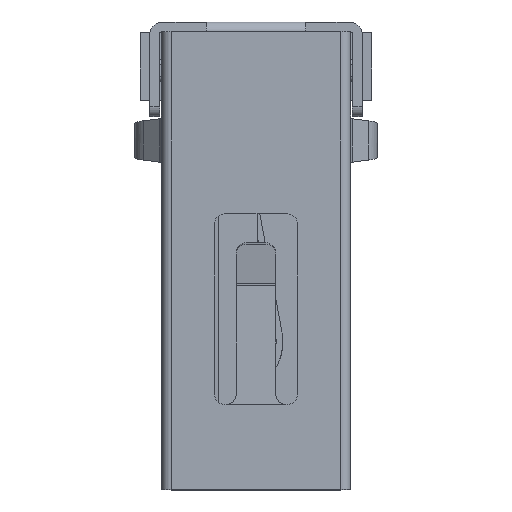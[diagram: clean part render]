
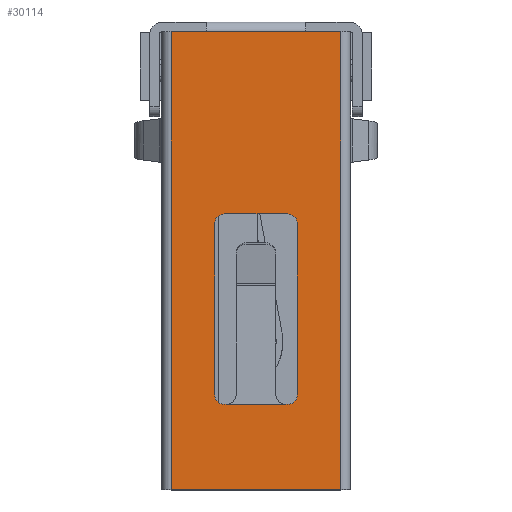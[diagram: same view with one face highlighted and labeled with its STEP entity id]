
A CAD part, top view. The second image highlights one B-rep face of the part: STEP entity #30114.
In plain terms, the highlighted planar face has unit normal (0, 0, 1).
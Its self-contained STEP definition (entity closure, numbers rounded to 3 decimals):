
#268 = EDGE_CURVE ( 'NONE', #17845, #16858, #11031, .T. ) ;
#670 = CARTESIAN_POINT ( 'NONE',  ( -0.95, -9.99, 13.7 ) ) ;
#685 = VERTEX_POINT ( 'NONE', #10337 ) ;
#823 = AXIS2_PLACEMENT_3D ( 'NONE', #14558, #9646, #6897 ) ;
#1096 = VECTOR ( 'NONE', #18053, 1000. ) ;
#1178 = CARTESIAN_POINT ( 'NONE',  ( 1.25, -9.69, 13.7 ) ) ;
#1372 = LINE ( 'NONE', #23955, #5369 ) ;
#2319 = DIRECTION ( 'NONE',  ( 1., 0., 0. ) ) ;
#2438 = CARTESIAN_POINT ( 'NONE',  ( -2.56, 1.25, 13.7 ) ) ;
#2492 = ORIENTED_EDGE ( 'NONE', *, *, #36410, .T. ) ;
#2548 = EDGE_CURVE ( 'NONE', #8962, #28763, #11691, .T. ) ;
#2753 = ORIENTED_EDGE ( 'NONE', *, *, #25023, .F. ) ;
#2782 = CARTESIAN_POINT ( 'NONE',  ( 2.56, 1.25, 13.7 ) ) ;
#2835 = CARTESIAN_POINT ( 'NONE',  ( 2.86, 1.55, 13.7 ) ) ;
#3403 = CARTESIAN_POINT ( 'NONE',  ( 2.56, 1.25, 13.7 ) ) ;
#3475 = AXIS2_PLACEMENT_3D ( 'NONE', #16046, #5754, #2319 ) ;
#3556 = ORIENTED_EDGE ( 'NONE', *, *, #4571, .T. ) ;
#3636 = CARTESIAN_POINT ( 'NONE',  ( -1.5, 1.25, 13.7 ) ) ;
#4214 = CARTESIAN_POINT ( 'NONE',  ( 0.95, -9.99, 13.7 ) ) ;
#4571 = EDGE_CURVE ( 'NONE', #29268, #28763, #33648, .T. ) ;
#4589 = CARTESIAN_POINT ( 'NONE',  ( 2.56, 1.25, 13.7 ) ) ;
#4677 = EDGE_CURVE ( 'NONE', #28681, #35790, #28643, .T. ) ;
#5285 = CARTESIAN_POINT ( 'NONE',  ( 2.56, -12.55, 13.7 ) ) ;
#5369 = VECTOR ( 'NONE', #7415, 1000. ) ;
#5754 = DIRECTION ( 'NONE',  ( 0., 0., -1. ) ) ;
#6897 = DIRECTION ( 'NONE',  ( 0., 1., 0. ) ) ;
#6962 = EDGE_CURVE ( 'NONE', #9447, #15071, #29703, .T. ) ;
#7415 = DIRECTION ( 'NONE',  ( 0., -1., 0. ) ) ;
#7832 = CARTESIAN_POINT ( 'NONE',  ( -0.95, -4.54, 13.7 ) ) ;
#8343 = DIRECTION ( 'NONE',  ( 0., 0., 1. ) ) ;
#8502 = DIRECTION ( 'NONE',  ( -1., 0., 0. ) ) ;
#8609 = EDGE_CURVE ( 'NONE', #29268, #16858, #1372, .T. ) ;
#8927 = DIRECTION ( 'NONE',  ( -1., 0., 0. ) ) ;
#8962 = VERTEX_POINT ( 'NONE', #27253 ) ;
#9132 = CARTESIAN_POINT ( 'NONE',  ( 1.25, -9.69, 13.7 ) ) ;
#9141 = ORIENTED_EDGE ( 'NONE', *, *, #21004, .T. ) ;
#9304 = ORIENTED_EDGE ( 'NONE', *, *, #30876, .T. ) ;
#9347 = DIRECTION ( 'NONE',  ( 1., 0., 0. ) ) ;
#9390 = VERTEX_POINT ( 'NONE', #20874 ) ;
#9447 = VERTEX_POINT ( 'NONE', #34927 ) ;
#9640 = EDGE_CURVE ( 'NONE', #17845, #15071, #24179, .T. ) ;
#9646 = DIRECTION ( 'NONE',  ( 0., 0., -1. ) ) ;
#10112 = ORIENTED_EDGE ( 'NONE', *, *, #19364, .F. ) ;
#10337 = CARTESIAN_POINT ( 'NONE',  ( 2.56, -12.55, 13.7 ) ) ;
#10565 = FACE_OUTER_BOUND ( 'NONE', #35334, .T. ) ;
#10810 = ORIENTED_EDGE ( 'NONE', *, *, #2548, .F. ) ;
#10889 = CARTESIAN_POINT ( 'NONE',  ( -1.5, 1.25, 13.7 ) ) ;
#10926 = VERTEX_POINT ( 'NONE', #13232 ) ;
#10984 = ORIENTED_EDGE ( 'NONE', *, *, #36392, .T. ) ;
#11031 = CIRCLE ( 'NONE', #26336, 0.3 ) ;
#11071 = DIRECTION ( 'NONE',  ( 0., -1., 0. ) ) ;
#11258 = LINE ( 'NONE', #10889, #25957 ) ;
#11559 = EDGE_CURVE ( 'NONE', #15852, #35790, #17388, .T. ) ;
#11691 = LINE ( 'NONE', #22870, #23146 ) ;
#11952 = LINE ( 'NONE', #22955, #20764 ) ;
#12375 = ORIENTED_EDGE ( 'NONE', *, *, #8609, .F. ) ;
#12561 = ORIENTED_EDGE ( 'NONE', *, *, #30921, .F. ) ;
#12803 = ORIENTED_EDGE ( 'NONE', *, *, #4677, .T. ) ;
#13232 = CARTESIAN_POINT ( 'NONE',  ( 1.25, -4.54, 13.7 ) ) ;
#13846 = DIRECTION ( 'NONE',  ( 0., 0., -1. ) ) ;
#13995 = ORIENTED_EDGE ( 'NONE', *, *, #11559, .F. ) ;
#14558 = CARTESIAN_POINT ( 'NONE',  ( 0.95, -4.54, 13.7 ) ) ;
#15071 = VERTEX_POINT ( 'NONE', #24738 ) ;
#15612 = DIRECTION ( 'NONE',  ( 0., 1., 0. ) ) ;
#15852 = VERTEX_POINT ( 'NONE', #23760 ) ;
#16046 = CARTESIAN_POINT ( 'NONE',  ( 0.95, -9.69, 13.7 ) ) ;
#16255 = VECTOR ( 'NONE', #33091, 1000. ) ;
#16858 = VERTEX_POINT ( 'NONE', #28005 ) ;
#17388 = LINE ( 'NONE', #3636, #24470 ) ;
#17421 = VERTEX_POINT ( 'NONE', #9132 ) ;
#17845 = VERTEX_POINT ( 'NONE', #670 ) ;
#17931 = VECTOR ( 'NONE', #15612, 1000. ) ;
#18053 = DIRECTION ( 'NONE',  ( -1., 0., 0. ) ) ;
#19231 = CARTESIAN_POINT ( 'NONE',  ( 1.5, 1.25, 13.7 ) ) ;
#19333 = LINE ( 'NONE', #2438, #35380 ) ;
#19364 = EDGE_CURVE ( 'NONE', #685, #9390, #33441, .T. ) ;
#19784 = VECTOR ( 'NONE', #30567, 1000. ) ;
#20764 = VECTOR ( 'NONE', #25742, 1000. ) ;
#20769 = VECTOR ( 'NONE', #22702, 1000. ) ;
#20874 = CARTESIAN_POINT ( 'NONE',  ( -2.56, -12.55, 13.7 ) ) ;
#21004 = EDGE_CURVE ( 'NONE', #17421, #31783, #23447, .T. ) ;
#21007 = CARTESIAN_POINT ( 'NONE',  ( 0.9, -9.99, 13.7 ) ) ;
#21237 = AXIS2_PLACEMENT_3D ( 'NONE', #2835, #8343, #35975 ) ;
#21594 = DIRECTION ( 'NONE',  ( 1., 0., 0. ) ) ;
#21911 = CIRCLE ( 'NONE', #823, 0.3 ) ;
#21973 = DIRECTION ( 'NONE',  ( 0., 0., -1. ) ) ;
#22165 = VERTEX_POINT ( 'NONE', #25860 ) ;
#22616 = LINE ( 'NONE', #2782, #19784 ) ;
#22702 = DIRECTION ( 'NONE',  ( -1., 0., 0. ) ) ;
#22870 = CARTESIAN_POINT ( 'NONE',  ( 0.95, -4.24, 13.7 ) ) ;
#22955 = CARTESIAN_POINT ( 'NONE',  ( 0.9, -9.99, 13.7 ) ) ;
#23138 = EDGE_LOOP ( 'NONE', ( #9304, #30249, #9141, #12561, #29852, #34827, #25780, #12375, #3556, #10810 ) ) ;
#23146 = VECTOR ( 'NONE', #8927, 1000. ) ;
#23216 = CARTESIAN_POINT ( 'NONE',  ( -1.25, -4.54, 13.7 ) ) ;
#23447 = CIRCLE ( 'NONE', #3475, 0.3 ) ;
#23760 = CARTESIAN_POINT ( 'NONE',  ( -1.5, 1.25, 13.7 ) ) ;
#23955 = CARTESIAN_POINT ( 'NONE',  ( -1.25, -4.54, 13.7 ) ) ;
#24179 = LINE ( 'NONE', #35287, #34865 ) ;
#24470 = VECTOR ( 'NONE', #9347, 1000. ) ;
#24738 = CARTESIAN_POINT ( 'NONE',  ( -0.9, -9.99, 13.7 ) ) ;
#25023 = EDGE_CURVE ( 'NONE', #28681, #685, #22616, .T. ) ;
#25150 = CARTESIAN_POINT ( 'NONE',  ( -0.95, -4.24, 13.7 ) ) ;
#25742 = DIRECTION ( 'NONE',  ( 1., 0., 0. ) ) ;
#25780 = ORIENTED_EDGE ( 'NONE', *, *, #268, .T. ) ;
#25860 = CARTESIAN_POINT ( 'NONE',  ( -2.56, 1.25, 13.7 ) ) ;
#25957 = VECTOR ( 'NONE', #8502, 1000. ) ;
#26222 = LINE ( 'NONE', #1178, #17931 ) ;
#26336 = AXIS2_PLACEMENT_3D ( 'NONE', #35849, #21973, #33259 ) ;
#26681 = AXIS2_PLACEMENT_3D ( 'NONE', #7832, #13846, #27554 ) ;
#27253 = CARTESIAN_POINT ( 'NONE',  ( 0.95, -4.24, 13.7 ) ) ;
#27554 = DIRECTION ( 'NONE',  ( -1., 0., 0. ) ) ;
#27866 = PLANE ( 'NONE',  #21237 ) ;
#28005 = CARTESIAN_POINT ( 'NONE',  ( -1.25, -9.69, 13.7 ) ) ;
#28643 = LINE ( 'NONE', #3403, #20769 ) ;
#28681 = VERTEX_POINT ( 'NONE', #4589 ) ;
#28763 = VERTEX_POINT ( 'NONE', #25150 ) ;
#29268 = VERTEX_POINT ( 'NONE', #23216 ) ;
#29703 = LINE ( 'NONE', #21007, #1096 ) ;
#29852 = ORIENTED_EDGE ( 'NONE', *, *, #6962, .T. ) ;
#30114 = ADVANCED_FACE ( 'NONE', ( #10565, #30622 ), #27866, .T. ) ;
#30249 = ORIENTED_EDGE ( 'NONE', *, *, #32628, .F. ) ;
#30567 = DIRECTION ( 'NONE',  ( 0., -1., 0. ) ) ;
#30622 = FACE_BOUND ( 'NONE', #23138, .T. ) ;
#30876 = EDGE_CURVE ( 'NONE', #8962, #10926, #21911, .T. ) ;
#30921 = EDGE_CURVE ( 'NONE', #9447, #31783, #11952, .T. ) ;
#31783 = VERTEX_POINT ( 'NONE', #4214 ) ;
#32628 = EDGE_CURVE ( 'NONE', #17421, #10926, #26222, .T. ) ;
#33091 = DIRECTION ( 'NONE',  ( -1., 0., 0. ) ) ;
#33259 = DIRECTION ( 'NONE',  ( 0., -1., 0. ) ) ;
#33441 = LINE ( 'NONE', #5285, #16255 ) ;
#33648 = CIRCLE ( 'NONE', #26681, 0.3 ) ;
#34827 = ORIENTED_EDGE ( 'NONE', *, *, #9640, .F. ) ;
#34865 = VECTOR ( 'NONE', #21594, 1000. ) ;
#34927 = CARTESIAN_POINT ( 'NONE',  ( 0.9, -9.99, 13.7 ) ) ;
#35287 = CARTESIAN_POINT ( 'NONE',  ( -0.95, -9.99, 13.7 ) ) ;
#35334 = EDGE_LOOP ( 'NONE', ( #12803, #13995, #10984, #2492, #10112, #2753 ) ) ;
#35380 = VECTOR ( 'NONE', #11071, 1000. ) ;
#35790 = VERTEX_POINT ( 'NONE', #19231 ) ;
#35849 = CARTESIAN_POINT ( 'NONE',  ( -0.95, -9.69, 13.7 ) ) ;
#35975 = DIRECTION ( 'NONE',  ( 0., -1., 0. ) ) ;
#36392 = EDGE_CURVE ( 'NONE', #15852, #22165, #11258, .T. ) ;
#36410 = EDGE_CURVE ( 'NONE', #22165, #9390, #19333, .T. ) ;
